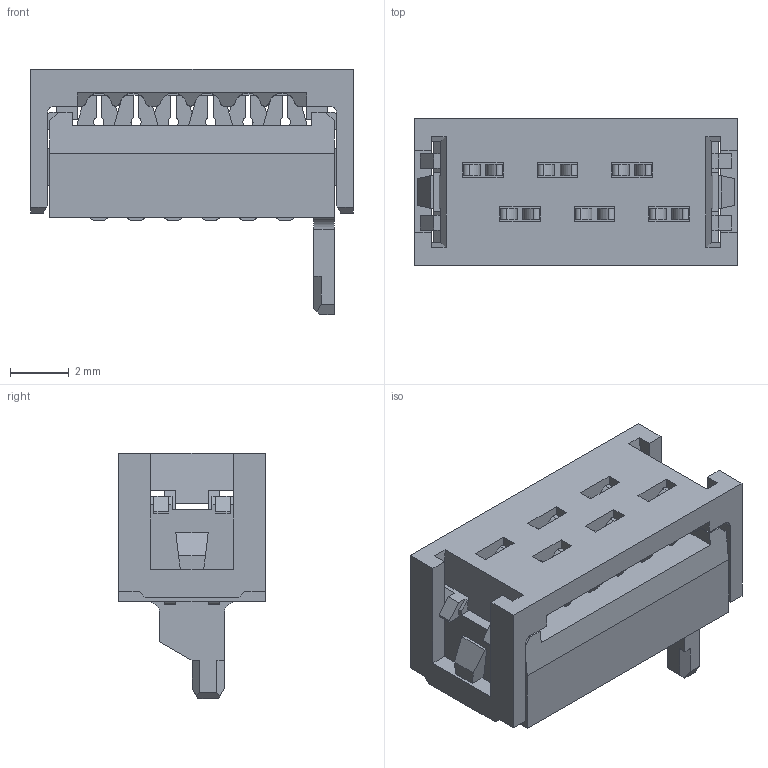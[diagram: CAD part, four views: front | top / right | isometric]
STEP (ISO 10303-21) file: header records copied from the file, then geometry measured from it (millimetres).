
FILE_DESCRIPTION((''),'2;1');
FILE_NAME('C-7-215083-6','2017-04-25T',('workeradm'),('Tyco Electronics Ltd.'),'CREO PARAMETRIC BY PTC INC, 2016050','CREO PARAMETRIC BY PTC INC, 2016050','');
FILE_SCHEMA(('AUTOMOTIVE_DESIGN { 1 0 10303 214 1 1 1 1 }'));
Length unit declared in the file: millimetre
Products named in the file (1): C-7-215083-6
Bounding box: 11 x 5 x 8.35 mm (x, y, z)
Volume: 158.9 mm3; surface area: 542.5 mm2
Topology: 1 solids, 1 shells, 423 faces, 1240 edges, 821 vertices
Faces by surface type: plane 325, cylinder 98
Entity records: 14456 total; most frequent: CARTESIAN_POINT 3044, ORIENTED_EDGE 2480, DIRECTION 2118, EDGE_CURVE 1240, VECTOR 984, LINE 984, VERTEX_POINT 821, AXIS2_PLACEMENT_3D 567
